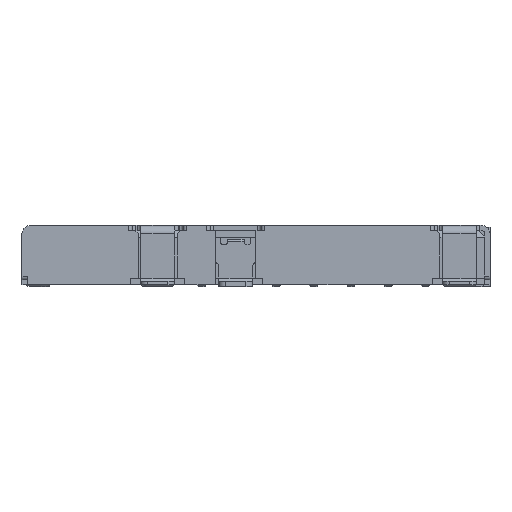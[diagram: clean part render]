
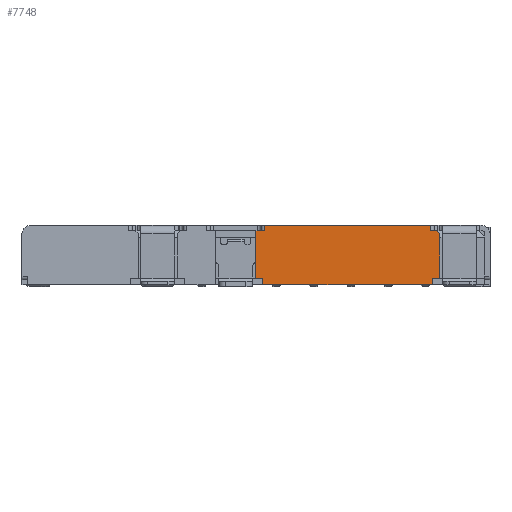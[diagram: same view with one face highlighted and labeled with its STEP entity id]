
A CAD part, front view. The second image highlights one B-rep face of the part: STEP entity #7748.
In plain terms, the highlighted planar face has unit normal (0, -1, 0).
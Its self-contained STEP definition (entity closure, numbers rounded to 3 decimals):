
#543 = VERTEX_POINT('',#544);
#544 = CARTESIAN_POINT('',(7.872,-11.898,0.9));
#551 = EDGE_CURVE('',#543,#552,#554,.T.);
#552 = VERTEX_POINT('',#553);
#553 = CARTESIAN_POINT('',(2.972,-11.898,0.9));
#554 = LINE('',#555,#556);
#555 = CARTESIAN_POINT('',(7.872,-11.898,0.9));
#556 = VECTOR('',#557,1.);
#557 = DIRECTION('',(-1.,0.,0.));
#1607 = VERTEX_POINT('',#1608);
#1608 = CARTESIAN_POINT('',(2.922,-11.898,-0.85));
#1614 = EDGE_CURVE('',#1615,#1607,#1617,.T.);
#1615 = VERTEX_POINT('',#1616);
#1616 = CARTESIAN_POINT('',(7.922,-11.898,-0.85));
#1617 = LINE('',#1618,#1619);
#1618 = CARTESIAN_POINT('',(7.922,-11.898,-0.85));
#1619 = VECTOR('',#1620,1.);
#1620 = DIRECTION('',(-1.,0.,0.));
#7280 = VERTEX_POINT('',#7281);
#7281 = CARTESIAN_POINT('',(7.922,-11.898,-0.65));
#7289 = EDGE_CURVE('',#1615,#7280,#7290,.T.);
#7290 = LINE('',#7291,#7292);
#7291 = CARTESIAN_POINT('',(7.922,-11.898,-0.85));
#7292 = VECTOR('',#7293,1.);
#7293 = DIRECTION('',(0.,0.,1.));
#7329 = EDGE_CURVE('',#7280,#7330,#7332,.T.);
#7330 = VERTEX_POINT('',#7331);
#7331 = CARTESIAN_POINT('',(8.147,-11.898,-0.65));
#7332 = LINE('',#7333,#7334);
#7333 = CARTESIAN_POINT('',(7.922,-11.898,-0.65));
#7334 = VECTOR('',#7335,1.);
#7335 = DIRECTION('',(1.,0.,0.));
#7727 = EDGE_CURVE('',#7728,#7330,#7730,.T.);
#7728 = VERTEX_POINT('',#7729);
#7729 = CARTESIAN_POINT('',(8.147,-11.898,0.65));
#7730 = LINE('',#7731,#7732);
#7731 = CARTESIAN_POINT('',(8.147,-11.898,0.65));
#7732 = VECTOR('',#7733,1.);
#7733 = DIRECTION('',(0.,0.,-1.));
#7748 = ADVANCED_FACE('',(#7749),#7816,.T.);
#7749 = FACE_BOUND('',#7750,.F.);
#7750 = EDGE_LOOP('',(#7751,#7759,#7767,#7773,#7774,#7775,#7776,#7777,
    #7785,#7793,#7801,#7809,#7815));
#7751 = ORIENTED_EDGE('',*,*,#7752,.T.);
#7752 = EDGE_CURVE('',#543,#7753,#7755,.T.);
#7753 = VERTEX_POINT('',#7754);
#7754 = CARTESIAN_POINT('',(7.872,-11.898,0.75));
#7755 = LINE('',#7756,#7757);
#7756 = CARTESIAN_POINT('',(7.872,-11.898,0.9));
#7757 = VECTOR('',#7758,1.);
#7758 = DIRECTION('',(0.,0.,-1.));
#7759 = ORIENTED_EDGE('',*,*,#7760,.F.);
#7760 = EDGE_CURVE('',#7761,#7753,#7763,.T.);
#7761 = VERTEX_POINT('',#7762);
#7762 = CARTESIAN_POINT('',(8.047,-11.898,0.75));
#7763 = LINE('',#7764,#7765);
#7764 = CARTESIAN_POINT('',(8.047,-11.898,0.75));
#7765 = VECTOR('',#7766,1.);
#7766 = DIRECTION('',(-1.,0.,0.));
#7767 = ORIENTED_EDGE('',*,*,#7768,.F.);
#7768 = EDGE_CURVE('',#7728,#7761,#7769,.T.);
#7769 = LINE('',#7770,#7771);
#7770 = CARTESIAN_POINT('',(8.147,-11.898,0.65));
#7771 = VECTOR('',#7772,1.);
#7772 = DIRECTION('',(-0.707,0.,0.707));
#7773 = ORIENTED_EDGE('',*,*,#7727,.T.);
#7774 = ORIENTED_EDGE('',*,*,#7329,.F.);
#7775 = ORIENTED_EDGE('',*,*,#7289,.F.);
#7776 = ORIENTED_EDGE('',*,*,#1614,.T.);
#7777 = ORIENTED_EDGE('',*,*,#7778,.F.);
#7778 = EDGE_CURVE('',#7779,#1607,#7781,.T.);
#7779 = VERTEX_POINT('',#7780);
#7780 = CARTESIAN_POINT('',(2.922,-11.898,-0.65));
#7781 = LINE('',#7782,#7783);
#7782 = CARTESIAN_POINT('',(2.922,-11.898,-0.65));
#7783 = VECTOR('',#7784,1.);
#7784 = DIRECTION('',(0.,0.,-1.));
#7785 = ORIENTED_EDGE('',*,*,#7786,.T.);
#7786 = EDGE_CURVE('',#7779,#7787,#7789,.T.);
#7787 = VERTEX_POINT('',#7788);
#7788 = CARTESIAN_POINT('',(2.722,-11.898,-0.65));
#7789 = LINE('',#7790,#7791);
#7790 = CARTESIAN_POINT('',(2.922,-11.898,-0.65));
#7791 = VECTOR('',#7792,1.);
#7792 = DIRECTION('',(-1.,0.,0.));
#7793 = ORIENTED_EDGE('',*,*,#7794,.F.);
#7794 = EDGE_CURVE('',#7795,#7787,#7797,.T.);
#7795 = VERTEX_POINT('',#7796);
#7796 = CARTESIAN_POINT('',(2.722,-11.898,0.75));
#7797 = LINE('',#7798,#7799);
#7798 = CARTESIAN_POINT('',(2.722,-11.898,0.75));
#7799 = VECTOR('',#7800,1.);
#7800 = DIRECTION('',(0.,0.,-1.));
#7801 = ORIENTED_EDGE('',*,*,#7802,.F.);
#7802 = EDGE_CURVE('',#7803,#7795,#7805,.T.);
#7803 = VERTEX_POINT('',#7804);
#7804 = CARTESIAN_POINT('',(2.972,-11.898,0.75));
#7805 = LINE('',#7806,#7807);
#7806 = CARTESIAN_POINT('',(2.972,-11.898,0.75));
#7807 = VECTOR('',#7808,1.);
#7808 = DIRECTION('',(-1.,0.,0.));
#7809 = ORIENTED_EDGE('',*,*,#7810,.T.);
#7810 = EDGE_CURVE('',#7803,#552,#7811,.T.);
#7811 = LINE('',#7812,#7813);
#7812 = CARTESIAN_POINT('',(2.972,-11.898,0.75));
#7813 = VECTOR('',#7814,1.);
#7814 = DIRECTION('',(0.,0.,1.));
#7815 = ORIENTED_EDGE('',*,*,#551,.F.);
#7816 = PLANE('',#7817);
#7817 = AXIS2_PLACEMENT_3D('',#7818,#7819,#7820);
#7818 = CARTESIAN_POINT('',(2.722,-11.898,0.9));
#7819 = DIRECTION('',(0.,-1.,0.));
#7820 = DIRECTION('',(1.,0.,0.));
